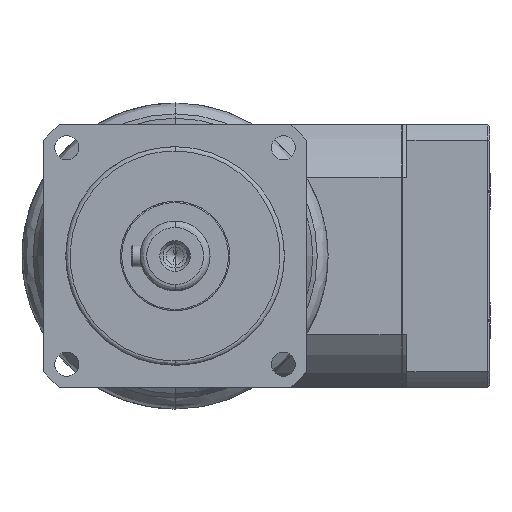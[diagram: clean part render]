
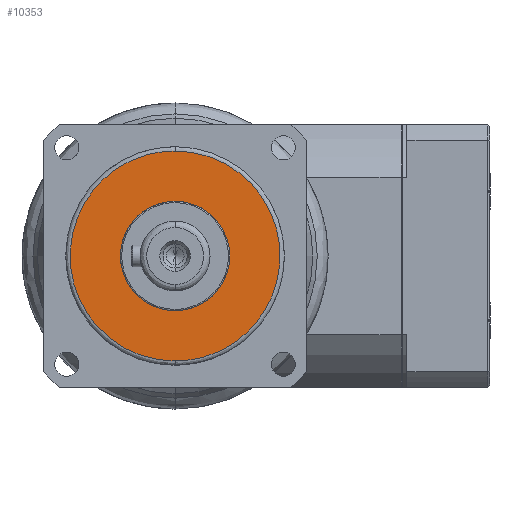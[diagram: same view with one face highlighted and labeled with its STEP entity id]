
A CAD part, left-side view. The second image highlights one B-rep face of the part: STEP entity #10353.
In plain terms, the highlighted planar face has unit normal (-1, 0, 0).
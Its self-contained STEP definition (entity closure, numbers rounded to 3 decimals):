
#333 = ORIENTED_EDGE ( 'NONE', *, *, #4136, .F. ) ;
#1906 = CARTESIAN_POINT ( 'NONE',  ( 30., 0., -24. ) ) ;
#2109 = CARTESIAN_POINT ( 'NONE',  ( 30., 0., 24. ) ) ;
#2442 = FACE_OUTER_BOUND ( 'NONE', #10767, .T. ) ;
#3054 = CARTESIAN_POINT ( 'NONE',  ( 30., -48., 24. ) ) ;
#4136 = EDGE_CURVE ( 'NONE', #20767, #20806, #10424, .T. ) ;
#5108 = AXIS2_PLACEMENT_3D ( 'NONE', #17397, #7347, #19046 ) ;
#5187 = CARTESIAN_POINT ( 'NONE',  ( 30., 48., -24. ) ) ;
#6266 = CARTESIAN_POINT ( 'NONE',  ( 30., 0., -12.5 ) ) ;
#6448 = CARTESIAN_POINT ( 'NONE',  ( 30., 0., -24. ) ) ;
#6560 = EDGE_CURVE ( 'NONE', #20806, #20767, #10551, .T. ) ;
#6927 = CARTESIAN_POINT ( 'NONE',  ( 30., 0., -24. ) ) ;
#6934 = FACE_BOUND ( 'NONE', #12150, .T. ) ;
#7347 = DIRECTION ( 'NONE',  ( 1., 0., 0. ) ) ;
#7780 = AXIS2_PLACEMENT_3D ( 'NONE', #18481, #8438, #20127 ) ;
#7931 = ORIENTED_EDGE ( 'NONE', *, *, #11880, .T. ) ;
#8130 = CARTESIAN_POINT ( 'NONE',  ( 30., 0., 0. ) ) ;
#8438 = DIRECTION ( 'NONE',  ( -1., 0., 0. ) ) ;
#8573 = CARTESIAN_POINT ( 'NONE',  ( 30., 0., 24. ) ) ;
#9705 = CIRCLE ( 'NONE', #5108, 12.5 ) ;
#9842 = DIRECTION ( 'NONE',  ( 0., 0., -1. ) ) ;
#10281 = ORIENTED_EDGE ( 'NONE', *, *, #6560, .F. ) ;
#10353 = ADVANCED_FACE ( 'NONE', ( #2442, #6934 ), #18401, .T. ) ;
#10424 =( BOUNDED_CURVE ( )  B_SPLINE_CURVE ( 3, ( #6927, #5187, #11803, #8573 ),
 .UNSPECIFIED., .F., .F. ) 
 B_SPLINE_CURVE_WITH_KNOTS ( ( 4, 4 ),
 ( 0.75, 1.25 ),
 .UNSPECIFIED. ) 
 CURVE ( )  GEOMETRIC_REPRESENTATION_ITEM ( )  RATIONAL_B_SPLINE_CURVE ( ( 1., 0.333, 0.333, 1. ) ) 
 REPRESENTATION_ITEM ( '' )  );
#10551 =( BOUNDED_CURVE ( )  B_SPLINE_CURVE ( 3, ( #14832, #3054, #16488, #6448 ),
 .UNSPECIFIED., .F., .F. ) 
 B_SPLINE_CURVE_WITH_KNOTS ( ( 4, 4 ),
 ( 0.25, 0.75 ),
 .UNSPECIFIED. ) 
 CURVE ( )  GEOMETRIC_REPRESENTATION_ITEM ( )  RATIONAL_B_SPLINE_CURVE ( ( 1., 0.333, 0.333, 1. ) ) 
 REPRESENTATION_ITEM ( '' )  );
#10694 = VERTEX_POINT ( 'NONE', #12976 ) ;
#10767 = EDGE_LOOP ( 'NONE', ( #333, #10281 ) ) ;
#11156 = CIRCLE ( 'NONE', #16194, 12.5 ) ;
#11803 = CARTESIAN_POINT ( 'NONE',  ( 30., 48., 24. ) ) ;
#11880 = EDGE_CURVE ( 'NONE', #15537, #10694, #9705, .T. ) ;
#12150 = EDGE_LOOP ( 'NONE', ( #7931, #18808 ) ) ;
#12976 = CARTESIAN_POINT ( 'NONE',  ( 30., 0., 12.5 ) ) ;
#14450 = EDGE_CURVE ( 'NONE', #10694, #15537, #11156, .T. ) ;
#14832 = CARTESIAN_POINT ( 'NONE',  ( 30., 0., 24. ) ) ;
#15537 = VERTEX_POINT ( 'NONE', #6266 ) ;
#16194 = AXIS2_PLACEMENT_3D ( 'NONE', #8130, #19839, #9842 ) ;
#16488 = CARTESIAN_POINT ( 'NONE',  ( 30., -48., -24. ) ) ;
#17397 = CARTESIAN_POINT ( 'NONE',  ( 30., 0., 0. ) ) ;
#18401 = PLANE ( 'NONE',  #7780 ) ;
#18481 = CARTESIAN_POINT ( 'NONE',  ( 30., 25., 0. ) ) ;
#18808 = ORIENTED_EDGE ( 'NONE', *, *, #14450, .T. ) ;
#19046 = DIRECTION ( 'NONE',  ( 0., 0., -1. ) ) ;
#19839 = DIRECTION ( 'NONE',  ( 1., 0., 0. ) ) ;
#20127 = DIRECTION ( 'NONE',  ( 0., 0., 1. ) ) ;
#20767 = VERTEX_POINT ( 'NONE', #1906 ) ;
#20806 = VERTEX_POINT ( 'NONE', #2109 ) ;
